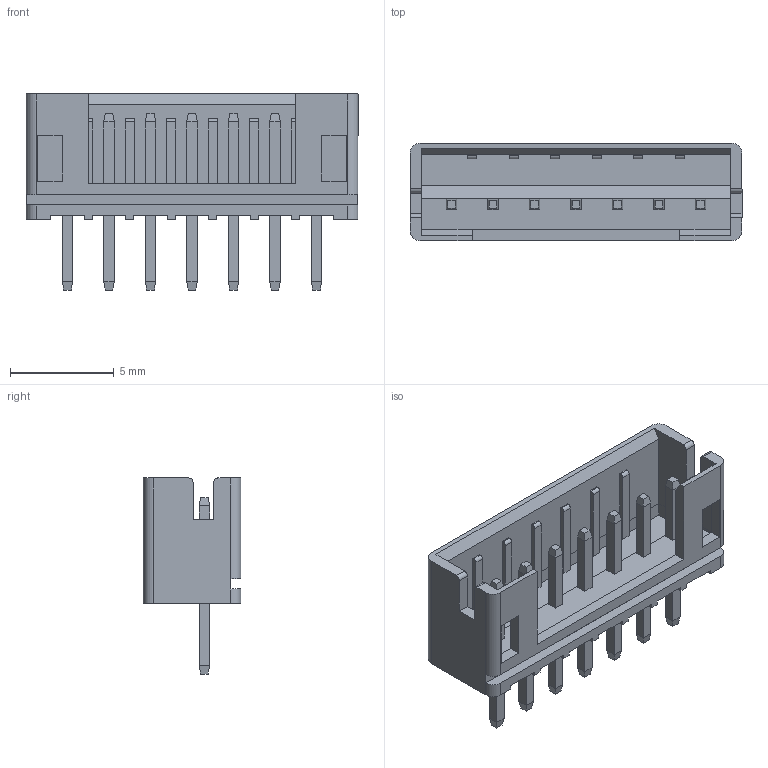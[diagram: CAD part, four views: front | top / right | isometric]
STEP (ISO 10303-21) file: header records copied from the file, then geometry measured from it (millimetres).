
FILE_DESCRIPTION(('FreeCAD Model'),'2;1');
FILE_NAME( '440054-7.step', '2020-05-07T13:50:24',('Author'),(''), 'Open CASCADE STEP processor 6.8','FreeCAD','Unknown');
FILE_SCHEMA(('AUTOMOTIVE_DESIGN { 1 0 10303 214 1 1 1 1 }'));
Length unit declared in the file: millimetre
Products named in the file (2): LinearPattern002; Array
Bounding box: 16 x 4.7 x 9.45 mm (x, y, z)
Volume: 173.9 mm3; surface area: 649.8 mm2
Topology: 8 solids, 8 shells, 263 faces, 681 edges, 432 vertices
Faces by surface type: plane 247, cylinder 16
Entity records: 7917 total; most frequent: CARTESIAN_POINT 1377, ORIENTED_EDGE 1362, DIRECTION 1241, EDGE_CURVE 681, LINE 649, VECTOR 649, VERTEX_POINT 432, AXIS2_PLACEMENT_3D 296
